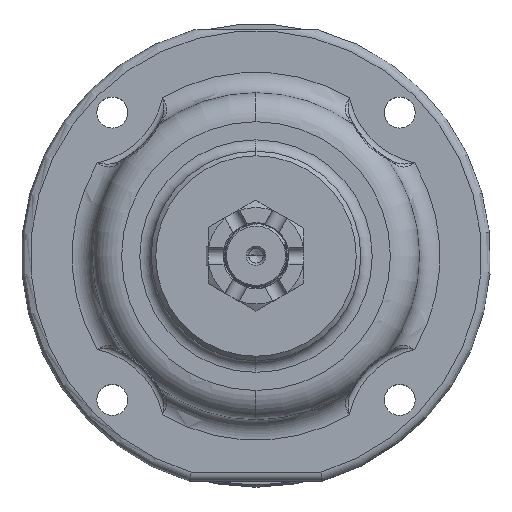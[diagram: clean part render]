
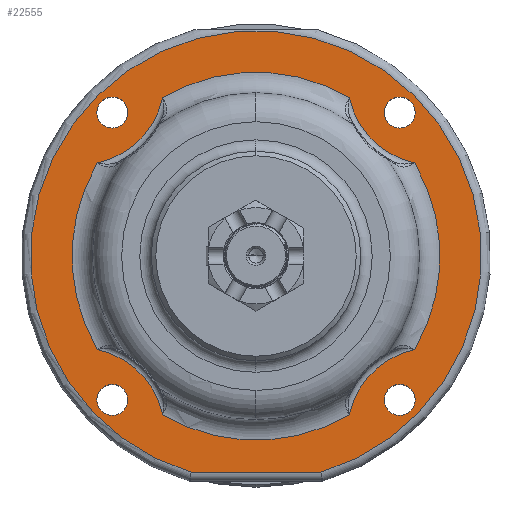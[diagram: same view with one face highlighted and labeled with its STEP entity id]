
A CAD part, top view. The second image highlights one B-rep face of the part: STEP entity #22555.
In plain terms, the highlighted planar face has unit normal (0, 0, 1).
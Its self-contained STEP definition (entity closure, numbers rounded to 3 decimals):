
#3128=CARTESIAN_POINT('',(0.,0.,-48.6));
#3129=DIRECTION('',(0.,0.,-1.));
#3130=DIRECTION('',(-0.288,-0.958,0.));
#3131=AXIS2_PLACEMENT_3D('',#3128,#3129,#3130);
#3133=DIRECTION('',(1.,0.,0.));
#3134=VECTOR('',#3133,56.82);
#3135=CARTESIAN_POINT('',(-28.41,-94.499,
-48.6));
#3136=LINE('',#3135,#3134);
#3137=CARTESIAN_POINT('',(77.428,77.428,-48.6));
#3138=DIRECTION('',(0.,0.,-1.));
#3139=DIRECTION('',(-0.214,-0.977,0.));
#3140=AXIS2_PLACEMENT_3D('',#3137,#3138,#3139);
#3142=CARTESIAN_POINT('',(-77.428,77.428,-48.6));
#3143=DIRECTION('',(0.,0.,-1.));
#3144=DIRECTION('',(0.977,-0.214,0.));
#3145=AXIS2_PLACEMENT_3D('',#3142,#3143,#3144);
#3147=CARTESIAN_POINT('',(-77.428,-77.428,-48.6));
#3148=DIRECTION('',(0.,0.,-1.));
#3149=DIRECTION('',(0.214,0.977,0.));
#3150=AXIS2_PLACEMENT_3D('',#3147,#3148,#3149);
#3152=CARTESIAN_POINT('',(77.428,-77.428,-48.6));
#3153=DIRECTION('',(0.,0.,-1.));
#3154=DIRECTION('',(-0.977,0.214,0.));
#3155=AXIS2_PLACEMENT_3D('',#3152,#3153,#3154);
#3157=CARTESIAN_POINT('',(62.862,62.862,-48.6));
#3158=DIRECTION('',(0.,0.,1.));
#3159=DIRECTION('',(1.,0.,0.));
#3160=AXIS2_PLACEMENT_3D('',#3157,#3158,#3159);
#3162=CARTESIAN_POINT('',(62.862,62.862,-48.6));
#3163=DIRECTION('',(0.,0.,1.));
#3164=DIRECTION('',(-1.,0.,0.));
#3165=AXIS2_PLACEMENT_3D('',#3162,#3163,#3164);
#3167=CARTESIAN_POINT('',(62.862,-62.862,-48.6));
#3168=DIRECTION('',(0.,0.,1.));
#3169=DIRECTION('',(0.,-1.,0.));
#3170=AXIS2_PLACEMENT_3D('',#3167,#3168,#3169);
#3172=CARTESIAN_POINT('',(62.862,-62.862,-48.6));
#3173=DIRECTION('',(0.,0.,1.));
#3174=DIRECTION('',(0.,1.,0.));
#3175=AXIS2_PLACEMENT_3D('',#3172,#3173,#3174);
#3177=CARTESIAN_POINT('',(-62.862,-62.862,-48.6));
#3178=DIRECTION('',(0.,0.,1.));
#3179=DIRECTION('',(-1.,0.,0.));
#3180=AXIS2_PLACEMENT_3D('',#3177,#3178,#3179);
#3182=CARTESIAN_POINT('',(-62.862,-62.862,-48.6));
#3183=DIRECTION('',(0.,0.,1.));
#3184=DIRECTION('',(1.,0.,0.));
#3185=AXIS2_PLACEMENT_3D('',#3182,#3183,#3184);
#3187=CARTESIAN_POINT('',(-62.862,62.862,-48.6));
#3188=DIRECTION('',(0.,0.,1.));
#3189=DIRECTION('',(0.,1.,0.));
#3190=AXIS2_PLACEMENT_3D('',#3187,#3188,#3189);
#3192=CARTESIAN_POINT('',(-62.862,62.862,-48.6));
#3193=DIRECTION('',(0.,0.,1.));
#3194=DIRECTION('',(0.,-1.,0.));
#3195=AXIS2_PLACEMENT_3D('',#3192,#3193,#3194);
#3214=CARTESIAN_POINT('',(40.798,69.395,-48.6));
#3315=CARTESIAN_POINT('',(-40.799,69.395,
-48.6));
#3340=CARTESIAN_POINT('',(0.,0.,-48.6));
#3341=DIRECTION('',(0.,0.,-1.));
#3342=DIRECTION('',(-0.507,0.862,0.));
#3343=AXIS2_PLACEMENT_3D('',#3340,#3341,#3342);
#3491=CARTESIAN_POINT('',(69.395,40.799,-48.6));
#3516=CARTESIAN_POINT('',(0.,0.,-48.6));
#3517=DIRECTION('',(0.,0.,-1.));
#3518=DIRECTION('',(0.862,0.507,0.));
#3519=AXIS2_PLACEMENT_3D('',#3516,#3517,#3518);
#3593=CARTESIAN_POINT('',(69.395,-40.798,
-48.6));
#3684=CARTESIAN_POINT('',(40.799,-69.395,
-48.6));
#3709=CARTESIAN_POINT('',(0.,0.,-48.6));
#3710=DIRECTION('',(0.,0.,-1.));
#3711=DIRECTION('',(0.507,-0.862,0.));
#3712=AXIS2_PLACEMENT_3D('',#3709,#3710,#3711);
#3736=CARTESIAN_POINT('',(-40.798,-69.395,
-48.6));
#3802=CARTESIAN_POINT('',(-69.395,-40.799,
-48.6));
#3827=CARTESIAN_POINT('',(0.,0.,-48.6));
#3828=DIRECTION('',(0.,0.,-1.));
#3829=DIRECTION('',(-0.862,-0.507,0.));
#3830=AXIS2_PLACEMENT_3D('',#3827,#3828,#3829);
#3903=CARTESIAN_POINT('',(-69.395,40.798,
-48.6));
#17107=CARTESIAN_POINT('',(69.637,62.862,-48.6));
#17108=CARTESIAN_POINT('',(56.087,62.862,-48.6));
#17109=VERTEX_POINT('',#17107);
#17110=VERTEX_POINT('',#17108);
#17111=CARTESIAN_POINT('',(62.862,-69.637,-48.6));
#17112=CARTESIAN_POINT('',(62.862,-56.087,-48.6));
#17113=VERTEX_POINT('',#17111);
#17114=VERTEX_POINT('',#17112);
#17115=CARTESIAN_POINT('',(-69.637,-62.862,-48.6));
#17116=CARTESIAN_POINT('',(-56.087,-62.862,-48.6));
#17117=VERTEX_POINT('',#17115);
#17118=VERTEX_POINT('',#17116);
#17119=CARTESIAN_POINT('',(-62.862,69.637,-48.6));
#17120=CARTESIAN_POINT('',(-62.862,56.087,-48.6));
#17121=VERTEX_POINT('',#17119);
#17122=VERTEX_POINT('',#17120);
#17140=VERTEX_POINT('',#3214);
#17156=VERTEX_POINT('',#3491);
#17157=VERTEX_POINT('',#3315);
#17174=VERTEX_POINT('',#3903);
#17176=VERTEX_POINT('',#3736);
#17192=VERTEX_POINT('',#3802);
#17194=VERTEX_POINT('',#3593);
#17210=VERTEX_POINT('',#3684);
#17264=CARTESIAN_POINT('',(-28.41,-94.5,-48.6));
#17265=CARTESIAN_POINT('',(28.41,-94.5,-48.6));
#17266=VERTEX_POINT('',#17264);
#17267=VERTEX_POINT('',#17265);
#22504=CARTESIAN_POINT('',(0.,0.,-48.6));
#22505=DIRECTION('',(0.,0.,-1.));
#22506=DIRECTION('',(0.,-1.,0.));
#22507=AXIS2_PLACEMENT_3D('',#22504,#22505,#22506);
#22508=PLANE('',#22507);
#22509=ORIENTED_EDGE('',*,*,#19543,.T.);
#22510=ORIENTED_EDGE('',*,*,#22405,.F.);
#22511=EDGE_LOOP('',(#22509,#22510));
#22512=FACE_OUTER_BOUND('',#22511,.F.);
#22514=ORIENTED_EDGE('',*,*,#22513,.T.);
#22516=ORIENTED_EDGE('',*,*,#22515,.F.);
#22518=ORIENTED_EDGE('',*,*,#22517,.T.);
#22520=ORIENTED_EDGE('',*,*,#22519,.F.);
#22522=ORIENTED_EDGE('',*,*,#22521,.T.);
#22524=ORIENTED_EDGE('',*,*,#22523,.F.);
#22526=ORIENTED_EDGE('',*,*,#22525,.T.);
#22528=ORIENTED_EDGE('',*,*,#22527,.F.);
#22529=EDGE_LOOP('',(#22514,#22516,#22518,#22520,#22522,#22524,#22526,#22528));
#22530=FACE_BOUND('',#22529,.F.);
#22532=ORIENTED_EDGE('',*,*,#22531,.T.);
#22534=ORIENTED_EDGE('',*,*,#22533,.T.);
#22535=EDGE_LOOP('',(#22532,#22534));
#22536=FACE_BOUND('',#22535,.F.);
#22538=ORIENTED_EDGE('',*,*,#22537,.T.);
#22540=ORIENTED_EDGE('',*,*,#22539,.T.);
#22541=EDGE_LOOP('',(#22538,#22540));
#22542=FACE_BOUND('',#22541,.F.);
#22544=ORIENTED_EDGE('',*,*,#22543,.T.);
#22546=ORIENTED_EDGE('',*,*,#22545,.T.);
#22547=EDGE_LOOP('',(#22544,#22546));
#22548=FACE_BOUND('',#22547,.F.);
#22550=ORIENTED_EDGE('',*,*,#22549,.T.);
#22552=ORIENTED_EDGE('',*,*,#22551,.T.);
#22553=EDGE_LOOP('',(#22550,#22552));
#22554=FACE_BOUND('',#22553,.F.);
#22555=ADVANCED_FACE('',(#22512,#22530,#22536,#22542,#22548,#22554),#22508,.F.);
#3132=CIRCLE('',#3131,98.678);
#3141=CIRCLE('',#3140,37.5);
#3146=CIRCLE('',#3145,37.5);
#3151=CIRCLE('',#3150,37.5);
#3156=CIRCLE('',#3155,37.5);
#3161=CIRCLE('',#3160,6.775);
#3166=CIRCLE('',#3165,6.775);
#3171=CIRCLE('',#3170,6.775);
#3176=CIRCLE('',#3175,6.775);
#3181=CIRCLE('',#3180,6.775);
#3186=CIRCLE('',#3185,6.775);
#3191=CIRCLE('',#3190,6.775);
#3196=CIRCLE('',#3195,6.775);
#3344=CIRCLE('',#3343,80.5);
#3520=CIRCLE('',#3519,80.5);
#3713=CIRCLE('',#3712,80.5);
#3831=CIRCLE('',#3830,80.5);
#19543=EDGE_CURVE('',#17266,#17267,#3132,.T.);
#22405=EDGE_CURVE('',#17266,#17267,#3136,.T.);
#22513=EDGE_CURVE('',#17156,#17140,#3141,.T.);
#22515=EDGE_CURVE('',#17157,#17140,#3344,.T.);
#22517=EDGE_CURVE('',#17157,#17174,#3146,.T.);
#22519=EDGE_CURVE('',#17192,#17174,#3831,.T.);
#22521=EDGE_CURVE('',#17192,#17176,#3151,.T.);
#22523=EDGE_CURVE('',#17210,#17176,#3713,.T.);
#22525=EDGE_CURVE('',#17210,#17194,#3156,.T.);
#22527=EDGE_CURVE('',#17156,#17194,#3520,.T.);
#22531=EDGE_CURVE('',#17109,#17110,#3161,.T.);
#22533=EDGE_CURVE('',#17110,#17109,#3166,.T.);
#22537=EDGE_CURVE('',#17113,#17114,#3171,.T.);
#22539=EDGE_CURVE('',#17114,#17113,#3176,.T.);
#22543=EDGE_CURVE('',#17117,#17118,#3181,.T.);
#22545=EDGE_CURVE('',#17118,#17117,#3186,.T.);
#22549=EDGE_CURVE('',#17121,#17122,#3191,.T.);
#22551=EDGE_CURVE('',#17122,#17121,#3196,.T.);
